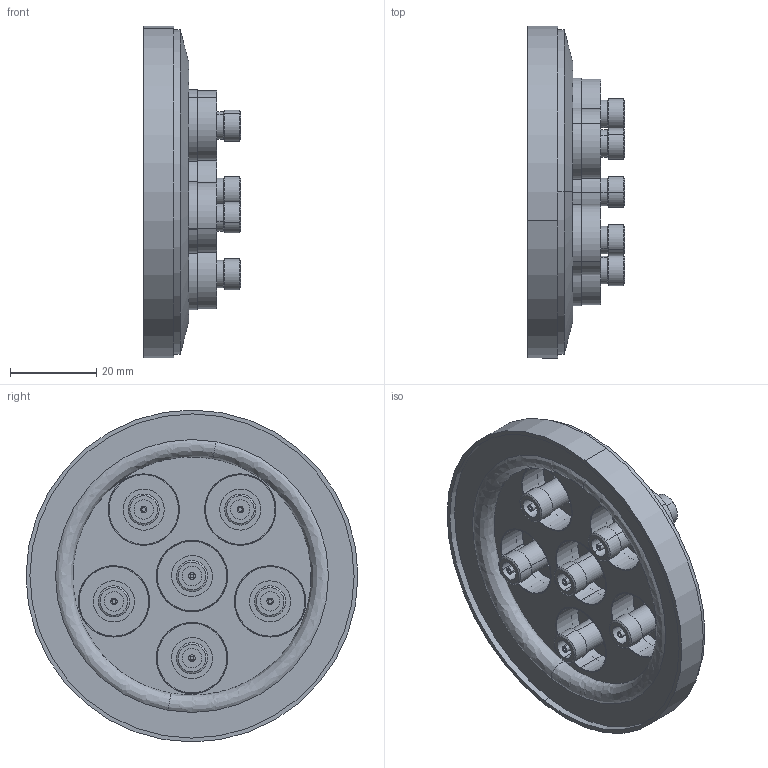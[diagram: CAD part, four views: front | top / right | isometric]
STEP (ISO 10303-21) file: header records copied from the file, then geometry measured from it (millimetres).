
FILE_DESCRIPTION (( 'STEP AP214' ), '1' );
FILE_NAME ('242-SMADF50-K50-6.STEP', '2016-07-22T07:21:36', ( 'allectra' ), ( 'Microsoft' ), 'SwSTEP 2.0', 'SolidWorks 2014', '' );
FILE_SCHEMA (( 'AUTOMOTIVE_DESIGN' ));
Length unit declared in the file: millimetre
Products named in the file (12): 431-KF50-CR-EX; 242-SMADF50; 9431-KF50-16.5-6; 242-SMADF50-K50-6; 9431-KF50-16.5-6_DN50 KF
Assembly tree (8 placements, depth 2):
  431-KF50-CR-EX
  242-SMADF50
  242-SMADF50
  242-SMADF50
  242-SMADF50
Bounding box: 22.5 x 76.8 x 76.8 mm (x, y, z)
Volume: 31193.3 mm3; surface area: 28594 mm2
Topology: 20 solids, 20 shells, 330 faces, 670 edges, 430 vertices
Faces by surface type: cylinder 188, plane 90, cone 50, bspline 2
Entity records: 3270 total; most frequent: DIRECTION 462, CARTESIAN_POINT 426, ORIENTED_EDGE 340, AXIS2_PLACEMENT_3D 202, EDGE_CURVE 170, CIRCLE 112, VERTEX_POINT 110, EDGE_LOOP 106
